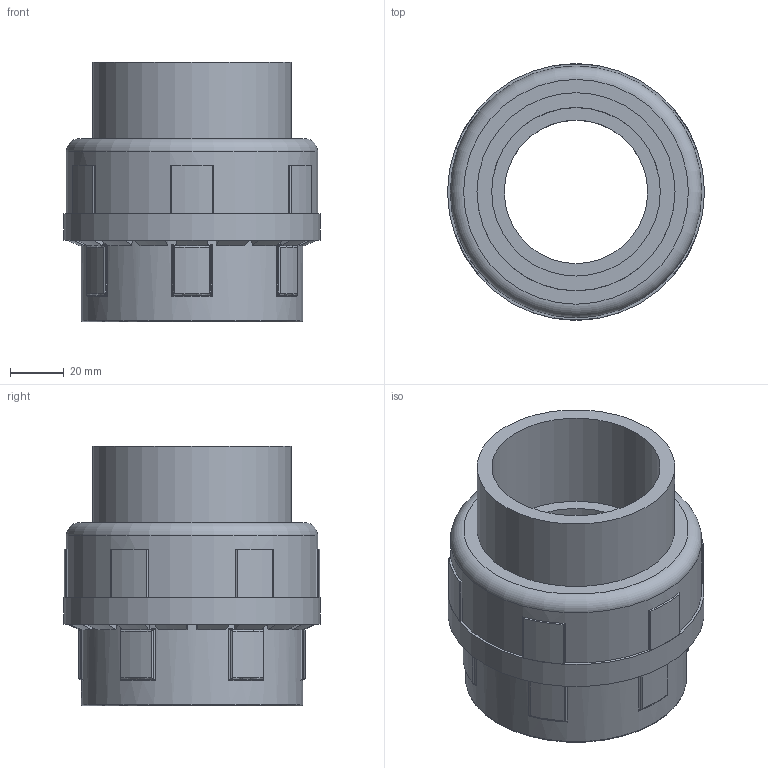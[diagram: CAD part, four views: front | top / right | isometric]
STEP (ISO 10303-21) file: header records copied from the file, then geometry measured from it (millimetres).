
FILE_DESCRIPTION(/* description */ ('PVC Union Transition Coupling, Socket to Female Threads, Ø63 - 2", PN16'),/* implementation_level */ '2;1');
FILE_NAME(/* name */ 'UN82U-063-R050',/* time_stamp */ '2022-08-04T16:53:55+02:00',/* author */ ('COAB Solutions'),/* organization */ ('GPA Flowsystem'),/* preprocessor_version */ 'ST-DEVELOPER v18.1',/* originating_system */ 'www.coabsolutions.com',/* authorisation */ '');
FILE_SCHEMA (('AUTOMOTIVE_DESIGN { 1 0 10303 214 3 1 1 }'));
Length unit declared in the file: millimetre
Products named in the file (1): UN82U-063-R050
Bounding box: 96 x 96 x 97 mm (x, y, z)
Volume: 286391.5 mm3; surface area: 53683.2 mm2
Topology: 1 solids, 1 shells, 192 faces, 503 edges, 323 vertices
Faces by surface type: plane 73, cylinder 55, cone 37, torus 27
Full cylindrical faces by diameter (mm): 53.6 x1, 60.3 x1, 63 x1, 74 x1, 82.7 x1, 94 x1, 96 x1
Entity records: 6400 total; most frequent: CARTESIAN_POINT 1643, ORIENTED_EDGE 1006, DIRECTION 975, EDGE_CURVE 503, AXIS2_PLACEMENT_3D 375, VERTEX_POINT 323, LINE 225, VECTOR 225
